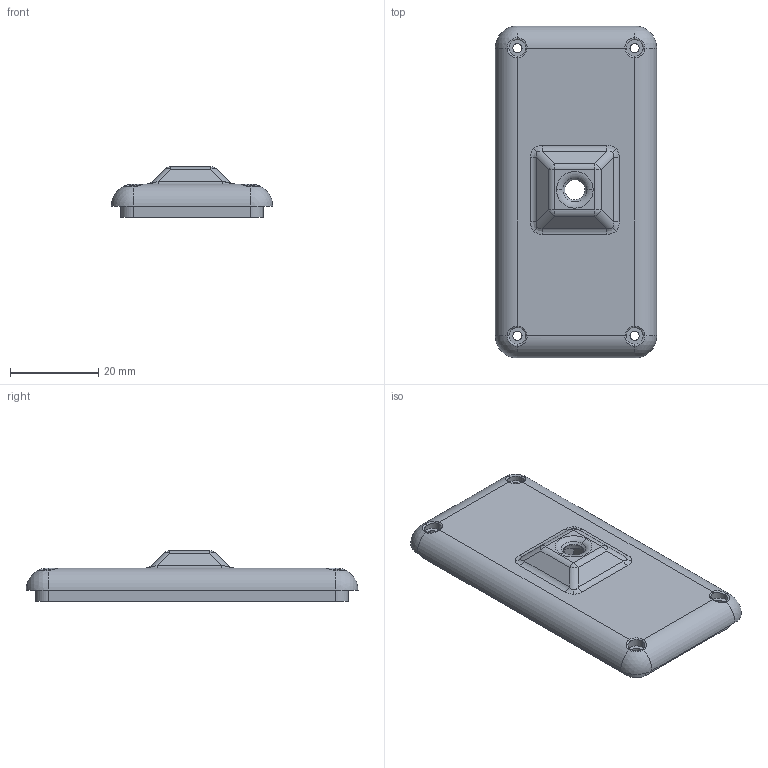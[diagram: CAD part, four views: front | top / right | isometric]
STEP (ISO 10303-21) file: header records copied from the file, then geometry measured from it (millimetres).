
FILE_DESCRIPTION (( 'STEP AP214' ), '1' );
FILE_NAME ('Top_Cap_V1.STEP', '2025-03-13T02:13:44', ( '' ), ( '' ), 'SwSTEP 2.0', 'SolidWorks 2023', '' );
FILE_SCHEMA (( 'AUTOMOTIVE_DESIGN' ));
Length unit declared in the file: millimetre
Products named in the file (1): Top_Cap_V1
Bounding box: 36.53 x 75.12 x 11.39 mm (x, y, z)
Volume: 11269.1 mm3; surface area: 7818.8 mm2
Topology: 1 solids, 1 shells, 148 faces, 360 edges, 220 vertices
Faces by surface type: cylinder 54, plane 52, bspline 16, torus 14, sphere 8, cone 4
Entity records: 4909 total; most frequent: CARTESIAN_POINT 1437, DIRECTION 744, ORIENTED_EDGE 712, EDGE_CURVE 356, AXIS2_PLACEMENT_3D 287, VERTEX_POINT 220, LINE 170, VECTOR 170
